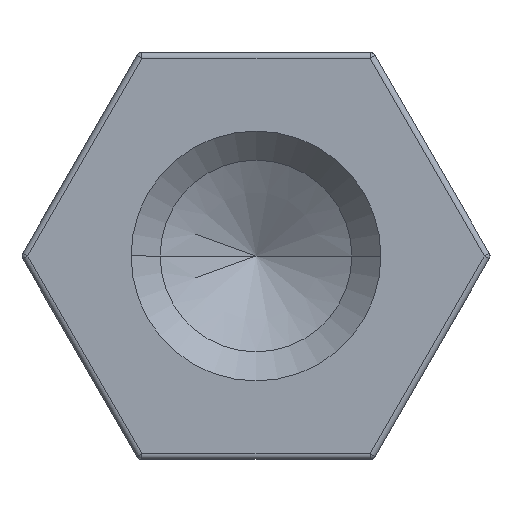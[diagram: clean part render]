
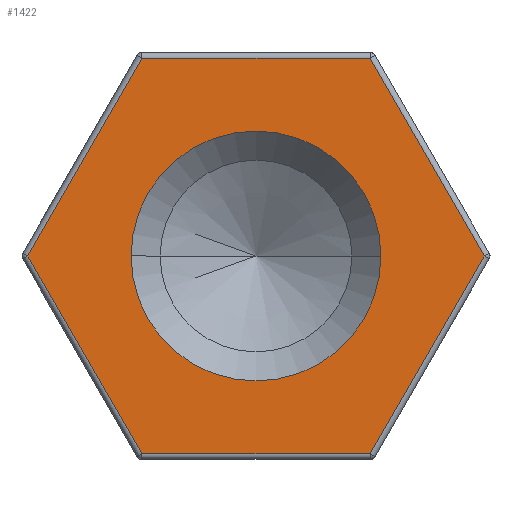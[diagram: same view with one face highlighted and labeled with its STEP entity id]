
A CAD part, left-side view. The second image highlights one B-rep face of the part: STEP entity #1422.
In plain terms, the highlighted planar face has unit normal (-1, 0, 0).
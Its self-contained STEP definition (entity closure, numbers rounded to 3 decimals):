
#16 = DIRECTION ( 'NONE',  ( 0., 1., 0. ) ) ;
#49 = AXIS2_PLACEMENT_3D ( 'NONE', #1312, #1304, #1308 ) ;
#50 = CARTESIAN_POINT ( 'NONE',  ( 0., 0., -3.4 ) ) ;
#70 = AXIS2_PLACEMENT_3D ( 'NONE', #583, #570, #568 ) ;
#126 = EDGE_CURVE ( 'NONE', #781, #902, #702, .T. ) ;
#142 = EDGE_CURVE ( 'NONE', #926, #921, #683, .T. ) ;
#214 = EDGE_CURVE ( 'NONE', #916, #781, #586, .T. ) ;
#218 = EDGE_CURVE ( 'NONE', #1214, #1093, #565, .T. ) ;
#220 = EDGE_CURVE ( 'NONE', #1093, #916, #561, .T. ) ;
#224 = EDGE_CURVE ( 'NONE', #902, #1059, #559, .T. ) ;
#225 = EDGE_CURVE ( 'NONE', #1059, #1214, #460, .T. ) ;
#329 = EDGE_CURVE ( 'NONE', #921, #926, #403, .T. ) ;
#362 = DIRECTION ( 'NONE',  ( 0., -0.5, 0.866 ) ) ;
#372 = ORIENTED_EDGE ( 'NONE', *, *, #126, .T. ) ;
#403 = CIRCLE ( 'NONE', #49, 2.15 ) ;
#429 = CARTESIAN_POINT ( 'NONE',  ( 0., 0., 0. ) ) ;
#460 = LINE ( 'NONE', #531, #553 ) ;
#461 = VECTOR ( 'NONE', #546, 1000. ) ;
#523 = DIRECTION ( 'NONE',  ( 0., 1., 0. ) ) ;
#531 = CARTESIAN_POINT ( 'NONE',  ( 0., 0., 3.4 ) ) ;
#546 = DIRECTION ( 'NONE',  ( 0., 0.5, 0.866 ) ) ;
#553 = VECTOR ( 'NONE', #523, 1000. ) ;
#555 = CARTESIAN_POINT ( 'NONE',  ( 0., -2.944, 1.7 ) ) ;
#556 = VECTOR ( 'NONE', #558, 1000. ) ;
#558 = DIRECTION ( 'NONE',  ( 0., -0.5, -0.866 ) ) ;
#559 = LINE ( 'NONE', #555, #461 ) ;
#560 = VECTOR ( 'NONE', #578, 1000. ) ;
#561 = LINE ( 'NONE', #574, #556 ) ;
#564 = VECTOR ( 'NONE', #607, 1000. ) ;
#565 = LINE ( 'NONE', #598, #560 ) ;
#566 = CARTESIAN_POINT ( 'NONE',  ( 0., -1.963, -3.4 ) ) ;
#568 = DIRECTION ( 'NONE',  ( 0., 1., 0. ) ) ;
#570 = DIRECTION ( 'NONE',  ( 1., 0., 0. ) ) ;
#574 = CARTESIAN_POINT ( 'NONE',  ( 0., 2.944, -1.7 ) ) ;
#578 = DIRECTION ( 'NONE',  ( 0., 0.5, -0.866 ) ) ;
#583 = CARTESIAN_POINT ( 'NONE',  ( 0., 0., 0. ) ) ;
#586 = LINE ( 'NONE', #50, #564 ) ;
#598 = CARTESIAN_POINT ( 'NONE',  ( 0., 2.944, 1.7 ) ) ;
#607 = DIRECTION ( 'NONE',  ( 0., -1., 0. ) ) ;
#683 = CIRCLE ( 'NONE', #70, 2.15 ) ;
#690 = CARTESIAN_POINT ( 'NONE',  ( 0., -2.944, -1.7 ) ) ;
#696 = VECTOR ( 'NONE', #362, 1000. ) ;
#702 = LINE ( 'NONE', #690, #696 ) ;
#718 = CARTESIAN_POINT ( 'NONE',  ( 0., -3.926, 0. ) ) ;
#781 = VERTEX_POINT ( 'NONE', #566 ) ;
#868 = CARTESIAN_POINT ( 'NONE',  ( 0., 3.926, 0. ) ) ;
#871 = ORIENTED_EDGE ( 'NONE', *, *, #225, .T. ) ;
#902 = VERTEX_POINT ( 'NONE', #718 ) ;
#911 = ORIENTED_EDGE ( 'NONE', *, *, #214, .T. ) ;
#916 = VERTEX_POINT ( 'NONE', #1339 ) ;
#921 = VERTEX_POINT ( 'NONE', #1352 ) ;
#926 = VERTEX_POINT ( 'NONE', #1356 ) ;
#944 = ORIENTED_EDGE ( 'NONE', *, *, #329, .T. ) ;
#991 = CARTESIAN_POINT ( 'NONE',  ( 0., 1.963, 3.4 ) ) ;
#1012 = EDGE_LOOP ( 'NONE', ( #1030, #871, #1228, #1106, #911, #372 ) ) ;
#1030 = ORIENTED_EDGE ( 'NONE', *, *, #224, .T. ) ;
#1033 = EDGE_LOOP ( 'NONE', ( #1134, #944 ) ) ;
#1059 = VERTEX_POINT ( 'NONE', #1277 ) ;
#1093 = VERTEX_POINT ( 'NONE', #868 ) ;
#1106 = ORIENTED_EDGE ( 'NONE', *, *, #220, .T. ) ;
#1134 = ORIENTED_EDGE ( 'NONE', *, *, #142, .T. ) ;
#1214 = VERTEX_POINT ( 'NONE', #991 ) ;
#1228 = ORIENTED_EDGE ( 'NONE', *, *, #218, .T. ) ;
#1277 = CARTESIAN_POINT ( 'NONE',  ( 0., -1.963, 3.4 ) ) ;
#1279 = FACE_OUTER_BOUND ( 'NONE', #1012, .T. ) ;
#1304 = DIRECTION ( 'NONE',  ( 1., 0., 0. ) ) ;
#1308 = DIRECTION ( 'NONE',  ( 0., 1., 0. ) ) ;
#1312 = CARTESIAN_POINT ( 'NONE',  ( 0., 0., 0. ) ) ;
#1339 = CARTESIAN_POINT ( 'NONE',  ( 0., 1.963, -3.4 ) ) ;
#1352 = CARTESIAN_POINT ( 'NONE',  ( 0., -2.15, 0. ) ) ;
#1356 = CARTESIAN_POINT ( 'NONE',  ( 0., 2.15, 0. ) ) ;
#1371 = PLANE ( 'NONE',  #1403 ) ;
#1373 = DIRECTION ( 'NONE',  ( 1., 0., 0. ) ) ;
#1401 = FACE_BOUND ( 'NONE', #1033, .T. ) ;
#1403 = AXIS2_PLACEMENT_3D ( 'NONE', #429, #1373, #16 ) ;
#1422 = ADVANCED_FACE ( 'NONE', ( #1279, #1401 ), #1371, .F. ) ;
